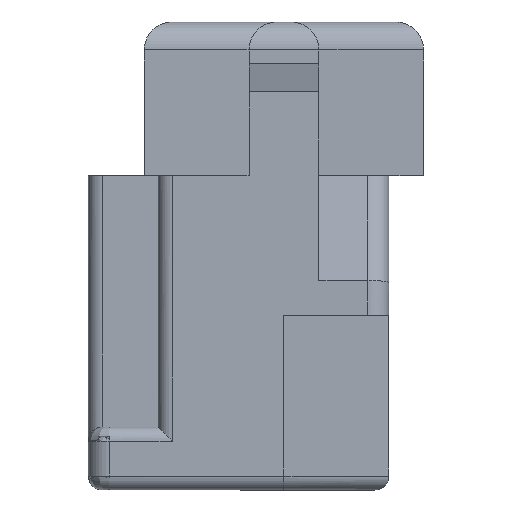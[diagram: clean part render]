
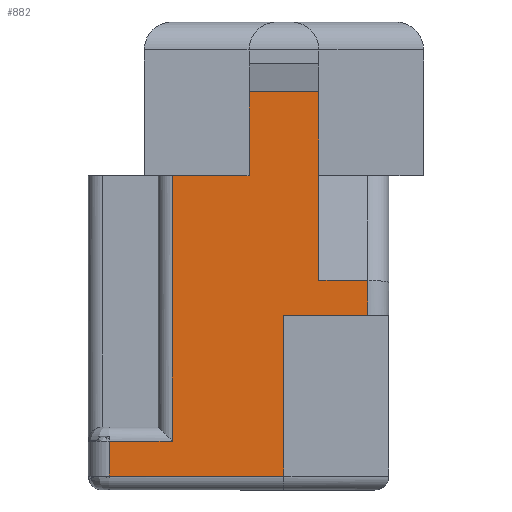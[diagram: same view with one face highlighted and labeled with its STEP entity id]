
A CAD part, left-side view. The second image highlights one B-rep face of the part: STEP entity #882.
In plain terms, the highlighted planar face has unit normal (-1, 0, 0).
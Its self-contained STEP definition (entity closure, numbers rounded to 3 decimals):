
#191 = VERTEX_POINT('',#192);
#192 = CARTESIAN_POINT('',(-2.,-0.15,4.5));
#198 = EDGE_CURVE('',#199,#191,#201,.T.);
#199 = VERTEX_POINT('',#200);
#200 = CARTESIAN_POINT('',(-2.,0.95,4.5));
#201 = LINE('',#202,#203);
#202 = CARTESIAN_POINT('',(-2.,2.425,4.5));
#203 = VECTOR('',#204,1.);
#204 = DIRECTION('',(-0.,-1.,-0.));
#377 = VERTEX_POINT('',#378);
#378 = CARTESIAN_POINT('',(-2.,1.85,0.7));
#385 = EDGE_CURVE('',#386,#377,#388,.T.);
#386 = VERTEX_POINT('',#387);
#387 = CARTESIAN_POINT('',(-2.,1.85,0.2));
#388 = LINE('',#389,#390);
#389 = CARTESIAN_POINT('',(-2.,1.85,0.));
#390 = VECTOR('',#391,1.);
#391 = DIRECTION('',(0.,0.,1.));
#822 = VERTEX_POINT('',#823);
#823 = CARTESIAN_POINT('',(-2.,0.95,0.7));
#832 = EDGE_CURVE('',#822,#199,#833,.T.);
#833 = LINE('',#834,#835);
#834 = CARTESIAN_POINT('',(-2.,0.95,0.9));
#835 = VECTOR('',#836,1.);
#836 = DIRECTION('',(0.,0.,1.));
#864 = EDGE_CURVE('',#865,#191,#867,.T.);
#865 = VERTEX_POINT('',#866);
#866 = CARTESIAN_POINT('',(-2.,-0.15,5.7));
#867 = LINE('',#868,#869);
#868 = CARTESIAN_POINT('',(-2.,-0.15,0.893));
#869 = VECTOR('',#870,1.);
#870 = DIRECTION('',(0.,0.,-1.));
#882 = ADVANCED_FACE('',(#883),#949,.T.);
#883 = FACE_BOUND('',#884,.T.);
#884 = EDGE_LOOP('',(#885,#886,#894,#902,#910,#918,#926,#934,#940,#941,
    #942,#943));
#885 = ORIENTED_EDGE('',*,*,#385,.F.);
#886 = ORIENTED_EDGE('',*,*,#887,.T.);
#887 = EDGE_CURVE('',#386,#888,#890,.T.);
#888 = VERTEX_POINT('',#889);
#889 = CARTESIAN_POINT('',(-2.,-0.65,0.2));
#890 = LINE('',#891,#892);
#891 = CARTESIAN_POINT('',(-2.,1.85,0.2));
#892 = VECTOR('',#893,1.);
#893 = DIRECTION('',(0.,-1.,0.));
#894 = ORIENTED_EDGE('',*,*,#895,.F.);
#895 = EDGE_CURVE('',#896,#888,#898,.T.);
#896 = VERTEX_POINT('',#897);
#897 = CARTESIAN_POINT('',(-2.,-0.65,2.5));
#898 = LINE('',#899,#900);
#899 = CARTESIAN_POINT('',(-2.,-0.65,1.25));
#900 = VECTOR('',#901,1.);
#901 = DIRECTION('',(0.,0.,-1.));
#902 = ORIENTED_EDGE('',*,*,#903,.F.);
#903 = EDGE_CURVE('',#904,#896,#906,.T.);
#904 = VERTEX_POINT('',#905);
#905 = CARTESIAN_POINT('',(-2.,-1.85,2.5));
#906 = LINE('',#907,#908);
#907 = CARTESIAN_POINT('',(-2.,2.5,2.5));
#908 = VECTOR('',#909,1.);
#909 = DIRECTION('',(0.,1.,0.));
#910 = ORIENTED_EDGE('',*,*,#911,.F.);
#911 = EDGE_CURVE('',#912,#904,#914,.T.);
#912 = VERTEX_POINT('',#913);
#913 = CARTESIAN_POINT('',(-2.,-1.85,3.));
#914 = LINE('',#915,#916);
#915 = CARTESIAN_POINT('',(-2.,-1.85,3.));
#916 = VECTOR('',#917,1.);
#917 = DIRECTION('',(0.,0.,-1.));
#918 = ORIENTED_EDGE('',*,*,#919,.F.);
#919 = EDGE_CURVE('',#920,#912,#922,.T.);
#920 = VERTEX_POINT('',#921);
#921 = CARTESIAN_POINT('',(-2.,-1.15,3.));
#922 = LINE('',#923,#924);
#923 = CARTESIAN_POINT('',(-2.,1.925,3.));
#924 = VECTOR('',#925,1.);
#925 = DIRECTION('',(-0.,-1.,0.));
#926 = ORIENTED_EDGE('',*,*,#927,.F.);
#927 = EDGE_CURVE('',#928,#920,#930,.T.);
#928 = VERTEX_POINT('',#929);
#929 = CARTESIAN_POINT('',(-2.,-1.15,5.7));
#930 = LINE('',#931,#932);
#931 = CARTESIAN_POINT('',(-2.,-1.15,0.735));
#932 = VECTOR('',#933,1.);
#933 = DIRECTION('',(0.,0.,-1.));
#934 = ORIENTED_EDGE('',*,*,#935,.F.);
#935 = EDGE_CURVE('',#865,#928,#936,.T.);
#936 = LINE('',#937,#938);
#937 = CARTESIAN_POINT('',(-2.,5.,5.7));
#938 = VECTOR('',#939,1.);
#939 = DIRECTION('',(0.,-1.,0.));
#940 = ORIENTED_EDGE('',*,*,#864,.T.);
#941 = ORIENTED_EDGE('',*,*,#198,.F.);
#942 = ORIENTED_EDGE('',*,*,#832,.F.);
#943 = ORIENTED_EDGE('',*,*,#944,.T.);
#944 = EDGE_CURVE('',#822,#377,#945,.T.);
#945 = LINE('',#946,#947);
#946 = CARTESIAN_POINT('',(-2.,1.15,0.7));
#947 = VECTOR('',#948,1.);
#948 = DIRECTION('',(0.,1.,0.));
#949 = PLANE('',#950);
#950 = AXIS2_PLACEMENT_3D('',#951,#952,#953);
#951 = CARTESIAN_POINT('',(-2.,5.,0.));
#952 = DIRECTION('',(-1.,0.,0.));
#953 = DIRECTION('',(0.,0.,1.));
